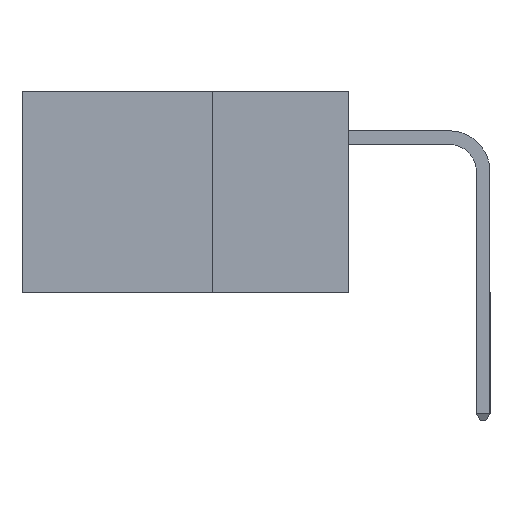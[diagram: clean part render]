
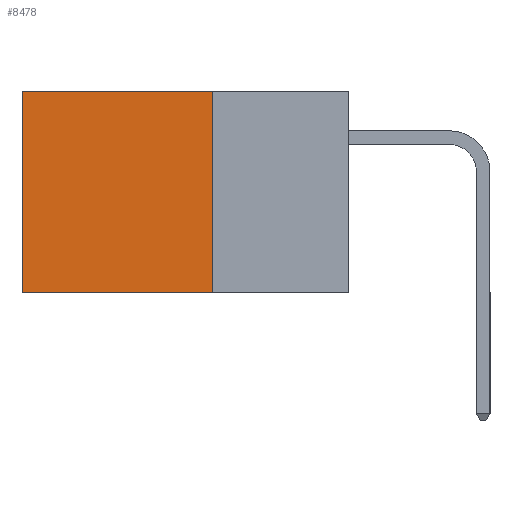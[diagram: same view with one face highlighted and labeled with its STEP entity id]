
A CAD part, left-side view. The second image highlights one B-rep face of the part: STEP entity #8478.
In plain terms, the highlighted planar face has unit normal (-1, 0, 0).
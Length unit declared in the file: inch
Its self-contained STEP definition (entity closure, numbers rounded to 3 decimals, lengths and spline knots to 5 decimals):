
#108 = DIRECTION ( 'NONE',  ( 0., 1., 0. ) ) ;
#155 = CARTESIAN_POINT ( 'NONE',  ( 0.2875, 0.25, 0. ) ) ;
#470 = VERTEX_POINT ( 'NONE', #9828 ) ;
#782 = EDGE_CURVE ( 'NONE', #470, #9206, #4883, .T. ) ;
#1571 = EDGE_LOOP ( 'NONE', ( #2348, #3104, #3264, #3407 ) ) ;
#1792 = CARTESIAN_POINT ( 'NONE',  ( 0.2875, 0.25, -0.37 ) ) ;
#2306 = CARTESIAN_POINT ( 'NONE',  ( 0.2875, 0.6, 0. ) ) ;
#2348 = ORIENTED_EDGE ( 'NONE', *, *, #8316, .T. ) ;
#2495 = VECTOR ( 'NONE', #7426, 39.37008 ) ;
#2580 = LINE ( 'NONE', #155, #10695 ) ;
#2756 = DIRECTION ( 'NONE',  ( 0., 0., -1. ) ) ;
#2768 = DIRECTION ( 'NONE',  ( 1., 0., 0. ) ) ;
#2923 = PLANE ( 'NONE',  #7949 ) ;
#2970 = LINE ( 'NONE', #2306, #7469 ) ;
#3104 = ORIENTED_EDGE ( 'NONE', *, *, #6318, .F. ) ;
#3249 = CARTESIAN_POINT ( 'NONE',  ( 0.2875, 0.25, 0. ) ) ;
#3264 = ORIENTED_EDGE ( 'NONE', *, *, #782, .F. ) ;
#3407 = ORIENTED_EDGE ( 'NONE', *, *, #5154, .T. ) ;
#4883 = LINE ( 'NONE', #4950, #2495 ) ;
#4950 = CARTESIAN_POINT ( 'NONE',  ( 0.2875, 0.25, 0. ) ) ;
#4971 = CARTESIAN_POINT ( 'NONE',  ( 0.2875, 0.6, 0. ) ) ;
#5154 = EDGE_CURVE ( 'NONE', #470, #8659, #2580, .T. ) ;
#6269 = CARTESIAN_POINT ( 'NONE',  ( 0.2875, 0.6, -0.37 ) ) ;
#6318 = EDGE_CURVE ( 'NONE', #9206, #6450, #8897, .T. ) ;
#6450 = VERTEX_POINT ( 'NONE', #6269 ) ;
#6875 = VECTOR ( 'NONE', #8465, 39.37008 ) ;
#7353 = FACE_OUTER_BOUND ( 'NONE', #1571, .T. ) ;
#7368 = CARTESIAN_POINT ( 'NONE',  ( 0.2875, 0.25, -0.37 ) ) ;
#7426 = DIRECTION ( 'NONE',  ( 0., 0., -1. ) ) ;
#7469 = VECTOR ( 'NONE', #10052, 39.37008 ) ;
#7949 = AXIS2_PLACEMENT_3D ( 'NONE', #3249, #2768, #2756 ) ;
#8316 = EDGE_CURVE ( 'NONE', #8659, #6450, #2970, .T. ) ;
#8465 = DIRECTION ( 'NONE',  ( 0., 1., 0. ) ) ;
#8478 = ADVANCED_FACE ( 'NONE', ( #7353 ), #2923, .F. ) ;
#8659 = VERTEX_POINT ( 'NONE', #4971 ) ;
#8897 = LINE ( 'NONE', #7368, #6875 ) ;
#9206 = VERTEX_POINT ( 'NONE', #1792 ) ;
#9828 = CARTESIAN_POINT ( 'NONE',  ( 0.2875, 0.25, 0. ) ) ;
#10052 = DIRECTION ( 'NONE',  ( 0., 0., -1. ) ) ;
#10695 = VECTOR ( 'NONE', #108, 39.37008 ) ;
